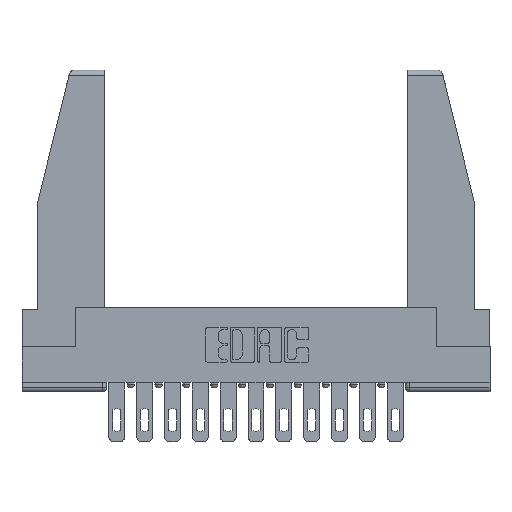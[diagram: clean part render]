
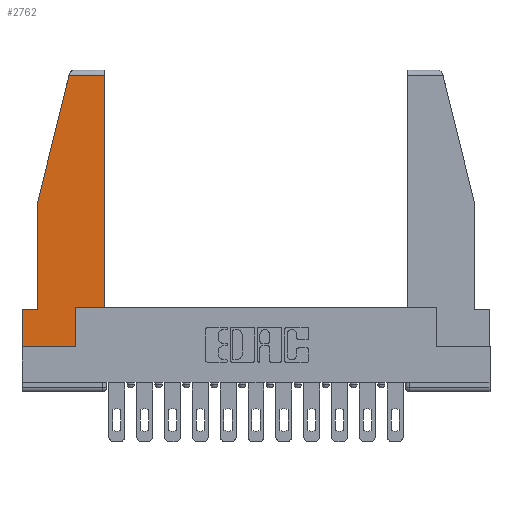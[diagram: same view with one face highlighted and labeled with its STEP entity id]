
A CAD part, top view. The second image highlights one B-rep face of the part: STEP entity #2762.
In plain terms, the highlighted planar face has unit normal (0, 0, 1).
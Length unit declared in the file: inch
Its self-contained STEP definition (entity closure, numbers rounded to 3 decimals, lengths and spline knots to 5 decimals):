
#135 = CARTESIAN_POINT ( 'NONE',  ( 0.2636, 1.52, 0. ) ) ;
#230 = DIRECTION ( 'NONE',  ( 1., 0., 0. ) ) ;
#528 = LINE ( 'NONE', #917, #3747 ) ;
#779 = VECTOR ( 'NONE', #5114, 39.37008 ) ;
#895 = ORIENTED_EDGE ( 'NONE', *, *, #14139, .T. ) ;
#917 = CARTESIAN_POINT ( 'NONE',  ( 0.271, 1.55, 0. ) ) ;
#996 = CARTESIAN_POINT ( 'NONE',  ( 0., 1.52, 0. ) ) ;
#1015 = EDGE_CURVE ( 'NONE', #4859, #13692, #2735, .T. ) ;
#1233 = CARTESIAN_POINT ( 'NONE',  ( 0., 0.21, 0. ) ) ;
#1361 = FACE_OUTER_BOUND ( 'NONE', #11572, .T. ) ;
#1428 = VERTEX_POINT ( 'NONE', #135 ) ;
#1793 = CARTESIAN_POINT ( 'NONE',  ( 0.461, 0.223, 0. ) ) ;
#1964 = LINE ( 'NONE', #1793, #9311 ) ;
#2086 = EDGE_CURVE ( 'NONE', #10928, #9271, #1964, .T. ) ;
#2252 = CARTESIAN_POINT ( 'NONE',  ( 0.297, 0., 0. ) ) ;
#2654 = LINE ( 'NONE', #2252, #8889 ) ;
#2735 = LINE ( 'NONE', #12912, #12027 ) ;
#2762 = ADVANCED_FACE ( 'NONE', ( #1361 ), #7054, .T. ) ;
#3049 = DIRECTION ( 'NONE',  ( 0., 1., 0. ) ) ;
#3152 = EDGE_CURVE ( 'NONE', #13692, #15544, #2654, .T. ) ;
#3514 = DIRECTION ( 'NONE',  ( 1., 0., 0. ) ) ;
#3597 = AXIS2_PLACEMENT_3D ( 'NONE', #8248, #5937, #3514 ) ;
#3747 = VECTOR ( 'NONE', #7734, 39.37008 ) ;
#3749 = ORIENTED_EDGE ( 'NONE', *, *, #1015, .T. ) ;
#4255 = ORIENTED_EDGE ( 'NONE', *, *, #5943, .T. ) ;
#4463 = CARTESIAN_POINT ( 'NONE',  ( 0.086, 0.21, 0. ) ) ;
#4749 = EDGE_CURVE ( 'NONE', #15544, #10928, #10007, .T. ) ;
#4859 = VERTEX_POINT ( 'NONE', #12613 ) ;
#5055 = CARTESIAN_POINT ( 'NONE',  ( 0.086, 0.8, 0. ) ) ;
#5114 = DIRECTION ( 'NONE',  ( 0., -1., 0. ) ) ;
#5234 = DIRECTION ( 'NONE',  ( -1., 0., 0. ) ) ;
#5937 = DIRECTION ( 'NONE',  ( 0., 0., 1. ) ) ;
#5943 = EDGE_CURVE ( 'NONE', #10319, #4859, #10163, .T. ) ;
#5969 = EDGE_CURVE ( 'NONE', #1428, #14750, #528, .T. ) ;
#6129 = CARTESIAN_POINT ( 'NONE',  ( 0.297, 0.223, 0. ) ) ;
#6490 = CARTESIAN_POINT ( 'NONE',  ( 0.461, 1.52, 0. ) ) ;
#6754 = ORIENTED_EDGE ( 'NONE', *, *, #3152, .T. ) ;
#7054 = PLANE ( 'NONE',  #3597 ) ;
#7706 = VECTOR ( 'NONE', #10427, 39.37008 ) ;
#7734 = DIRECTION ( 'NONE',  ( -0.239, -0.971, 0. ) ) ;
#8248 = CARTESIAN_POINT ( 'NONE',  ( 0., 0., 0. ) ) ;
#8273 = DIRECTION ( 'NONE',  ( -1., 0., 0. ) ) ;
#8426 = CARTESIAN_POINT ( 'NONE',  ( 0.297, 0.223, 0. ) ) ;
#8700 = LINE ( 'NONE', #5055, #779 ) ;
#8757 = ORIENTED_EDGE ( 'NONE', *, *, #14595, .T. ) ;
#8889 = VECTOR ( 'NONE', #9654, 39.37008 ) ;
#8987 = CARTESIAN_POINT ( 'NONE',  ( 0.461, 0.223, 0. ) ) ;
#9271 = VERTEX_POINT ( 'NONE', #6490 ) ;
#9311 = VECTOR ( 'NONE', #3049, 39.37008 ) ;
#9431 = EDGE_CURVE ( 'NONE', #9271, #1428, #12368, .T. ) ;
#9654 = DIRECTION ( 'NONE',  ( 0., 1., 0. ) ) ;
#9692 = ORIENTED_EDGE ( 'NONE', *, *, #4749, .T. ) ;
#10007 = LINE ( 'NONE', #8426, #10583 ) ;
#10163 = LINE ( 'NONE', #1233, #7706 ) ;
#10319 = VERTEX_POINT ( 'NONE', #11317 ) ;
#10427 = DIRECTION ( 'NONE',  ( 0., -1., 0. ) ) ;
#10460 = VECTOR ( 'NONE', #8273, 39.37008 ) ;
#10583 = VECTOR ( 'NONE', #15592, 39.37008 ) ;
#10928 = VERTEX_POINT ( 'NONE', #8987 ) ;
#11317 = CARTESIAN_POINT ( 'NONE',  ( 0., 0.21, 0. ) ) ;
#11572 = EDGE_LOOP ( 'NONE', ( #13374, #13812, #13733, #8757, #895, #4255, #3749, #6754, #9692 ) ) ;
#11681 = CARTESIAN_POINT ( 'NONE',  ( 0.297, 0., 0. ) ) ;
#12027 = VECTOR ( 'NONE', #230, 39.37008 ) ;
#12368 = LINE ( 'NONE', #996, #10460 ) ;
#12613 = CARTESIAN_POINT ( 'NONE',  ( 0., 0., 0. ) ) ;
#12912 = CARTESIAN_POINT ( 'NONE',  ( 0., 0., 0. ) ) ;
#13374 = ORIENTED_EDGE ( 'NONE', *, *, #2086, .T. ) ;
#13692 = VERTEX_POINT ( 'NONE', #11681 ) ;
#13733 = ORIENTED_EDGE ( 'NONE', *, *, #5969, .T. ) ;
#13812 = ORIENTED_EDGE ( 'NONE', *, *, #9431, .T. ) ;
#14139 = EDGE_CURVE ( 'NONE', #14838, #10319, #14606, .T. ) ;
#14595 = EDGE_CURVE ( 'NONE', #14750, #14838, #8700, .T. ) ;
#14606 = LINE ( 'NONE', #15032, #14809 ) ;
#14750 = VERTEX_POINT ( 'NONE', #14962 ) ;
#14809 = VECTOR ( 'NONE', #5234, 39.37008 ) ;
#14838 = VERTEX_POINT ( 'NONE', #4463 ) ;
#14962 = CARTESIAN_POINT ( 'NONE',  ( 0.086, 0.8, 0. ) ) ;
#15032 = CARTESIAN_POINT ( 'NONE',  ( 0., 0.21, 0. ) ) ;
#15544 = VERTEX_POINT ( 'NONE', #6129 ) ;
#15592 = DIRECTION ( 'NONE',  ( 1., 0., 0. ) ) ;
